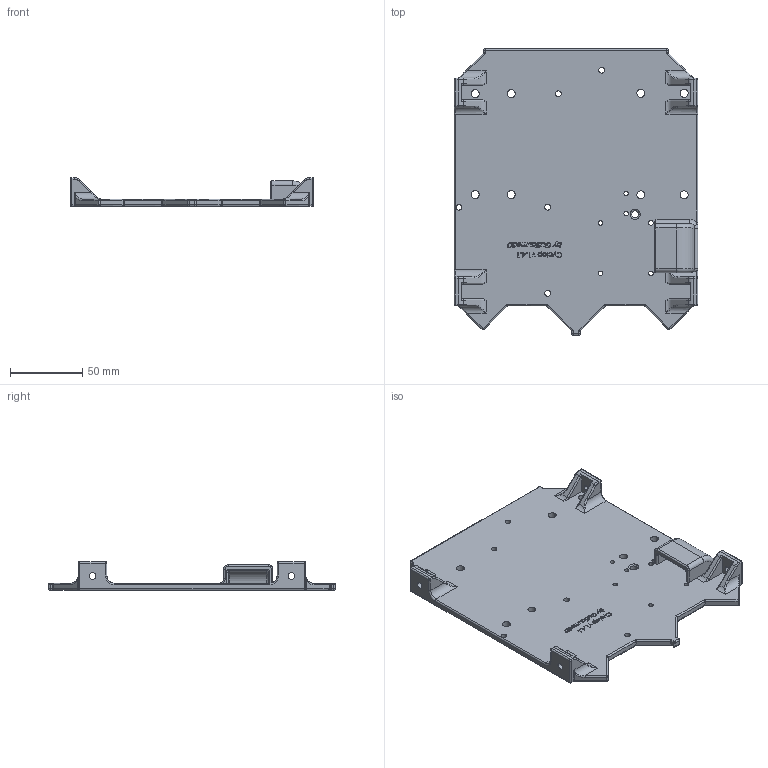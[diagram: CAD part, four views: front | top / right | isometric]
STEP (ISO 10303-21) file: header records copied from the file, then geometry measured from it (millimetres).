
FILE_DESCRIPTION (( 'STEP AP214' ), '1' );
FILE_NAME ('Base.STEP', '2024-08-29T20:07:46', ( '' ), ( '' ), 'SwSTEP 2.0', 'SolidWorks 2024', '' );
FILE_SCHEMA (( 'AUTOMOTIVE_DESIGN' ));
Length unit declared in the file: millimetre
Products named in the file (1): Base
Bounding box: 169 x 199 x 20 mm (x, y, z)
Volume: 165779 mm3; surface area: 71783.7 mm2
Topology: 1 solids, 1 shells, 643 faces, 1647 edges, 984 vertices
Faces by surface type: plane 216, cylinder 187, bspline 174, torus 42, sphere 24
Entity records: 26572 total; most frequent: CARTESIAN_POINT 12392, ORIENTED_EDGE 3176, DIRECTION 2528, EDGE_CURVE 1588, VERTEX_POINT 980, LINE 844, VECTOR 844, AXIS2_PLACEMENT_3D 842
